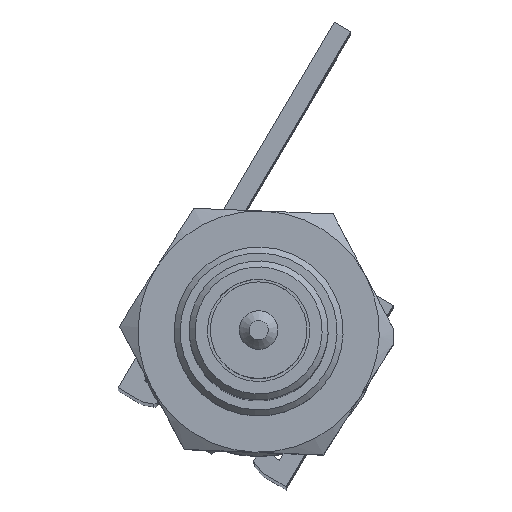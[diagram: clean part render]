
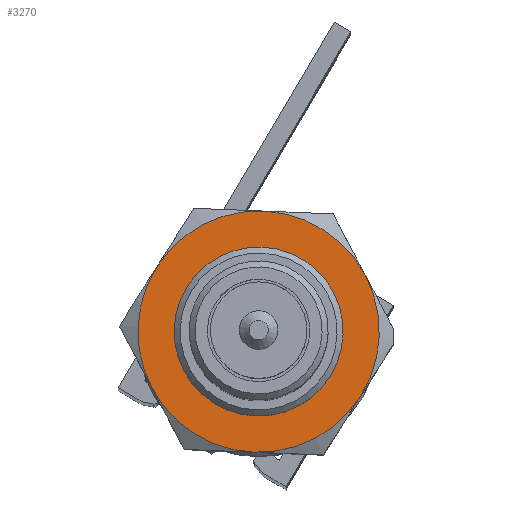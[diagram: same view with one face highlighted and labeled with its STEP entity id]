
A CAD part, top view. The second image highlights one B-rep face of the part: STEP entity #3270.
In plain terms, the highlighted face is planar.
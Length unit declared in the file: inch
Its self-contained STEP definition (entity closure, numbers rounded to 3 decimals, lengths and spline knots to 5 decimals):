
#688=PLANE('',#3705);
#820=FACE_BOUND('',#1288,.T.);
#986=FACE_OUTER_BOUND('',#1287,.T.);
#1287=EDGE_LOOP('',(#2740,#2741,#2742,#2743,#2744,#2745));
#1288=EDGE_LOOP('',(#2746));
#1495=CIRCLE('',#3684,0.3125);
#1496=CIRCLE('',#3686,0.3125);
#1497=CIRCLE('',#3688,0.3125);
#1498=CIRCLE('',#3690,0.3125);
#1499=CIRCLE('',#3692,0.3125);
#1501=CIRCLE('',#3695,0.3125);
#1502=CIRCLE('',#3704,0.2025);
#1728=VERTEX_POINT('',#21422);
#1729=VERTEX_POINT('',#21426);
#1731=VERTEX_POINT('',#21433);
#1733=VERTEX_POINT('',#21443);
#1735=VERTEX_POINT('',#21456);
#1737=VERTEX_POINT('',#21466);
#1740=VERTEX_POINT('',#21497);
#2077=EDGE_CURVE('',#1728,#1729,#1495,.T.);
#2080=EDGE_CURVE('',#1731,#1728,#1496,.T.);
#2083=EDGE_CURVE('',#1733,#1731,#1497,.T.);
#2085=EDGE_CURVE('',#1735,#1733,#1498,.T.);
#2088=EDGE_CURVE('',#1737,#1735,#1499,.T.);
#2092=EDGE_CURVE('',#1729,#1737,#1501,.T.);
#2101=EDGE_CURVE('',#1740,#1740,#1502,.T.);
#2740=ORIENTED_EDGE('',*,*,#2092,.T.);
#2741=ORIENTED_EDGE('',*,*,#2088,.T.);
#2742=ORIENTED_EDGE('',*,*,#2085,.T.);
#2743=ORIENTED_EDGE('',*,*,#2083,.T.);
#2744=ORIENTED_EDGE('',*,*,#2080,.T.);
#2745=ORIENTED_EDGE('',*,*,#2077,.T.);
#2746=ORIENTED_EDGE('',*,*,#2101,.T.);
#3270=ADVANCED_FACE('',(#986,#820),#688,.T.);
#3684=AXIS2_PLACEMENT_3D('',#21430,#4396,#4397);
#3686=AXIS2_PLACEMENT_3D('',#21440,#4400,#4401);
#3688=AXIS2_PLACEMENT_3D('',#21450,#4404,#4405);
#3690=AXIS2_PLACEMENT_3D('',#21457,#4408,#4409);
#3692=AXIS2_PLACEMENT_3D('',#21467,#4412,#4413);
#3695=AXIS2_PLACEMENT_3D('',#21478,#4418,#4419);
#3704=AXIS2_PLACEMENT_3D('',#21498,#4443,#4444);
#3705=AXIS2_PLACEMENT_3D('',#21499,#4445,#4446);
#4396=DIRECTION('center_axis',(-1.,0.,0.));
#4397=DIRECTION('ref_axis',(0.,1.,0.));
#4400=DIRECTION('center_axis',(-1.,0.,0.));
#4401=DIRECTION('ref_axis',(0.,1.,0.));
#4404=DIRECTION('center_axis',(-1.,0.,0.));
#4405=DIRECTION('ref_axis',(0.,1.,0.));
#4408=DIRECTION('center_axis',(-1.,0.,0.));
#4409=DIRECTION('ref_axis',(0.,1.,0.));
#4412=DIRECTION('center_axis',(-1.,0.,0.));
#4413=DIRECTION('ref_axis',(0.,1.,0.));
#4418=DIRECTION('center_axis',(-1.,0.,0.));
#4419=DIRECTION('ref_axis',(0.,1.,0.));
#4443=DIRECTION('center_axis',(1.,0.,0.));
#4444=DIRECTION('ref_axis',(0.,0.,-1.));
#4445=DIRECTION('center_axis',(-1.,0.,0.));
#4446=DIRECTION('ref_axis',(0.,0.,1.));
#21422=CARTESIAN_POINT('',(-0.29459,-0.15625,-0.27063));
#21426=CARTESIAN_POINT('',(-0.29459,-0.3125,0.));
#21430=CARTESIAN_POINT('Origin',(-0.29459,0.,0.));
#21433=CARTESIAN_POINT('',(-0.29459,0.15625,-0.27063));
#21440=CARTESIAN_POINT('Origin',(-0.29459,0.,0.));
#21443=CARTESIAN_POINT('',(-0.29459,0.3125,0.));
#21450=CARTESIAN_POINT('Origin',(-0.29459,0.,0.));
#21456=CARTESIAN_POINT('',(-0.29459,0.15625,0.27063));
#21457=CARTESIAN_POINT('Origin',(-0.29459,0.,0.));
#21466=CARTESIAN_POINT('',(-0.29459,-0.15625,0.27063));
#21467=CARTESIAN_POINT('Origin',(-0.29459,0.,0.));
#21478=CARTESIAN_POINT('Origin',(-0.29459,0.,0.));
#21497=CARTESIAN_POINT('',(-0.29459,0.2025,0.));
#21498=CARTESIAN_POINT('Origin',(-0.29459,0.,0.));
#21499=CARTESIAN_POINT('Origin',(-0.29459,0.49,0.));
